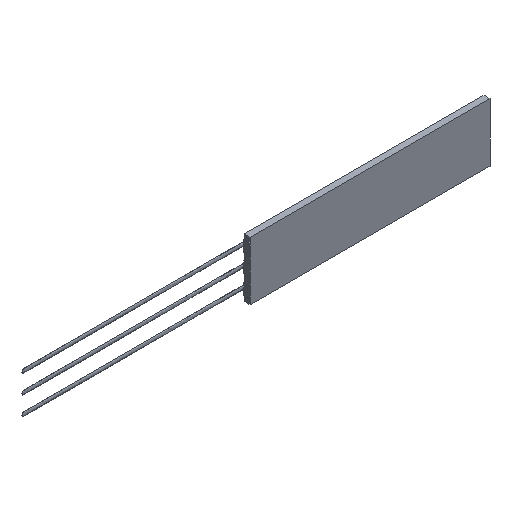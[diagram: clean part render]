
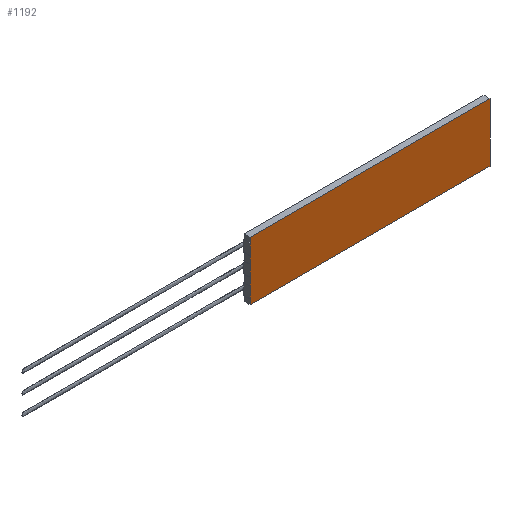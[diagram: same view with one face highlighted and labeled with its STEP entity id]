
A CAD part, isometric view. The second image highlights one B-rep face of the part: STEP entity #1192.
In plain terms, the highlighted planar face has unit normal (0, -1, 0).
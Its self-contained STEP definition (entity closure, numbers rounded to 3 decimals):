
#21 = ORIENTED_EDGE ( 'NONE', *, *, #360, .F. ) ;
#28 = DIRECTION ( 'NONE',  ( 1., 0., 0. ) ) ;
#33 = VECTOR ( 'NONE', #1461, 1000. ) ;
#56 = VECTOR ( 'NONE', #1270, 1000. ) ;
#58 = ORIENTED_EDGE ( 'NONE', *, *, #2407, .T. ) ;
#92 = ORIENTED_EDGE ( 'NONE', *, *, #133, .F. ) ;
#117 = DIRECTION ( 'NONE',  ( 0., 1., 0. ) ) ;
#133 = EDGE_CURVE ( 'NONE', #2127, #1452, #2541, .T. ) ;
#156 = VECTOR ( 'NONE', #817, 1000. ) ;
#194 = LINE ( 'NONE', #2322, #1718 ) ;
#200 = EDGE_CURVE ( 'NONE', #2375, #465, #2151, .T. ) ;
#217 = VERTEX_POINT ( 'NONE', #1079 ) ;
#244 = VERTEX_POINT ( 'NONE', #695 ) ;
#254 = CARTESIAN_POINT ( 'NONE',  ( -0.01, 0., 3.15 ) ) ;
#283 = VERTEX_POINT ( 'NONE', #996 ) ;
#317 = LINE ( 'NONE', #2569, #2364 ) ;
#327 = DIRECTION ( 'NONE',  ( 0., 0., 1. ) ) ;
#360 = EDGE_CURVE ( 'NONE', #217, #2375, #1212, .T. ) ;
#372 = DIRECTION ( 'NONE',  ( 0., 0., 1. ) ) ;
#382 = CARTESIAN_POINT ( 'NONE',  ( -0.01, 0., 3.15 ) ) ;
#401 = LINE ( 'NONE', #2055, #864 ) ;
#419 = ORIENTED_EDGE ( 'NONE', *, *, #563, .T. ) ;
#444 = LINE ( 'NONE', #1214, #2565 ) ;
#464 = EDGE_CURVE ( 'NONE', #591, #2515, #1809, .T. ) ;
#465 = VERTEX_POINT ( 'NONE', #570 ) ;
#506 = CARTESIAN_POINT ( 'NONE',  ( 0., 0., 7.154 ) ) ;
#514 = CARTESIAN_POINT ( 'NONE',  ( 32., 0., 0. ) ) ;
#563 = EDGE_CURVE ( 'NONE', #1994, #1452, #1623, .T. ) ;
#570 = CARTESIAN_POINT ( 'NONE',  ( 0., 0., 0.646 ) ) ;
#575 = VERTEX_POINT ( 'NONE', #1648 ) ;
#591 = VERTEX_POINT ( 'NONE', #1856 ) ;
#603 = CARTESIAN_POINT ( 'NONE',  ( -0.01, 0., 0.646 ) ) ;
#613 = CARTESIAN_POINT ( 'NONE',  ( 0., 0., 0. ) ) ;
#631 = CARTESIAN_POINT ( 'NONE',  ( -0.01, 0., 2.146 ) ) ;
#641 = ORIENTED_EDGE ( 'NONE', *, *, #985, .F. ) ;
#695 = CARTESIAN_POINT ( 'NONE',  ( -0.01, 0., 2.146 ) ) ;
#712 = EDGE_CURVE ( 'NONE', #283, #2515, #194, .T. ) ;
#717 = CARTESIAN_POINT ( 'NONE',  ( -0.01, 0., 0.646 ) ) ;
#732 = FACE_OUTER_BOUND ( 'NONE', #1618, .T. ) ;
#801 = CARTESIAN_POINT ( 'NONE',  ( -0.01, 0., 5.654 ) ) ;
#806 = ORIENTED_EDGE ( 'NONE', *, *, #712, .F. ) ;
#817 = DIRECTION ( 'NONE',  ( -1., 0., 0. ) ) ;
#829 = CARTESIAN_POINT ( 'NONE',  ( -0.01, 0., 7.154 ) ) ;
#833 = ORIENTED_EDGE ( 'NONE', *, *, #1151, .F. ) ;
#864 = VECTOR ( 'NONE', #2253, 1000. ) ;
#871 = VECTOR ( 'NONE', #1832, 1000. ) ;
#894 = EDGE_CURVE ( 'NONE', #575, #1289, #317, .T. ) ;
#936 = AXIS2_PLACEMENT_3D ( 'NONE', #1301, #117, #1500 ) ;
#968 = LINE ( 'NONE', #1946, #1958 ) ;
#976 = ORIENTED_EDGE ( 'NONE', *, *, #1724, .F. ) ;
#985 = EDGE_CURVE ( 'NONE', #1346, #244, #1246, .T. ) ;
#996 = CARTESIAN_POINT ( 'NONE',  ( 0., 0., 2.146 ) ) ;
#1072 = CARTESIAN_POINT ( 'NONE',  ( 0., 0., 0. ) ) ;
#1079 = CARTESIAN_POINT ( 'NONE',  ( 32., 0., 0. ) ) ;
#1097 = CARTESIAN_POINT ( 'NONE',  ( 0., 0., 5.654 ) ) ;
#1121 = CARTESIAN_POINT ( 'NONE',  ( 0., 0., 0. ) ) ;
#1151 = EDGE_CURVE ( 'NONE', #2501, #2127, #401, .T. ) ;
#1192 = ADVANCED_FACE ( 'NONE', ( #732 ), #2481, .F. ) ;
#1212 = LINE ( 'NONE', #613, #156 ) ;
#1214 = CARTESIAN_POINT ( 'NONE',  ( -0.01, 0., 0.646 ) ) ;
#1246 = LINE ( 'NONE', #603, #2225 ) ;
#1252 = LINE ( 'NONE', #631, #2232 ) ;
#1270 = DIRECTION ( 'NONE',  ( 0., 0., 1. ) ) ;
#1271 = ORIENTED_EDGE ( 'NONE', *, *, #464, .T. ) ;
#1289 = VERTEX_POINT ( 'NONE', #2290 ) ;
#1301 = CARTESIAN_POINT ( 'NONE',  ( 0., 0., 0. ) ) ;
#1341 = LINE ( 'NONE', #829, #871 ) ;
#1346 = VERTEX_POINT ( 'NONE', #717 ) ;
#1358 = CARTESIAN_POINT ( 'NONE',  ( -0.01, 0., 7.154 ) ) ;
#1363 = VECTOR ( 'NONE', #327, 1000. ) ;
#1365 = CARTESIAN_POINT ( 'NONE',  ( 0., 0., 0. ) ) ;
#1382 = CARTESIAN_POINT ( 'NONE',  ( 0., 0., 0. ) ) ;
#1384 = DIRECTION ( 'NONE',  ( 1., 0., 0. ) ) ;
#1396 = LINE ( 'NONE', #514, #2514 ) ;
#1452 = VERTEX_POINT ( 'NONE', #1097 ) ;
#1461 = DIRECTION ( 'NONE',  ( 0., 0., 1. ) ) ;
#1500 = DIRECTION ( 'NONE',  ( 0., 0., 1. ) ) ;
#1505 = CARTESIAN_POINT ( 'NONE',  ( 0., 0., 4.65 ) ) ;
#1527 = EDGE_CURVE ( 'NONE', #1289, #217, #1396, .T. ) ;
#1532 = ORIENTED_EDGE ( 'NONE', *, *, #200, .F. ) ;
#1577 = DIRECTION ( 'NONE',  ( 1., 0., 0. ) ) ;
#1618 = EDGE_LOOP ( 'NONE', ( #1532, #21, #2447, #2488, #976, #2155, #2538, #419, #92, #833, #2172, #1271, #806, #1625, #641, #58 ) ) ;
#1623 = LINE ( 'NONE', #801, #2198 ) ;
#1625 = ORIENTED_EDGE ( 'NONE', *, *, #2507, .F. ) ;
#1629 = CARTESIAN_POINT ( 'NONE',  ( -0.01, 0., 4.65 ) ) ;
#1648 = CARTESIAN_POINT ( 'NONE',  ( 0., 0., 7.8 ) ) ;
#1691 = EDGE_CURVE ( 'NONE', #2240, #2003, #968, .T. ) ;
#1718 = VECTOR ( 'NONE', #2530, 1000. ) ;
#1724 = EDGE_CURVE ( 'NONE', #2003, #575, #2490, .T. ) ;
#1809 = LINE ( 'NONE', #382, #2336 ) ;
#1832 = DIRECTION ( 'NONE',  ( 0., 0., 1. ) ) ;
#1856 = CARTESIAN_POINT ( 'NONE',  ( -0.01, 0., 3.15 ) ) ;
#1858 = CARTESIAN_POINT ( 'NONE',  ( -0.01, 0., 5.654 ) ) ;
#1898 = VECTOR ( 'NONE', #372, 1000. ) ;
#1946 = CARTESIAN_POINT ( 'NONE',  ( -0.01, 0., 7.154 ) ) ;
#1953 = EDGE_CURVE ( 'NONE', #1994, #2240, #1341, .T. ) ;
#1958 = VECTOR ( 'NONE', #2137, 1000. ) ;
#1975 = EDGE_CURVE ( 'NONE', #591, #2501, #2073, .T. ) ;
#1992 = DIRECTION ( 'NONE',  ( 1., 0., 0. ) ) ;
#1994 = VERTEX_POINT ( 'NONE', #1858 ) ;
#2003 = VERTEX_POINT ( 'NONE', #506 ) ;
#2055 = CARTESIAN_POINT ( 'NONE',  ( -0.01, 0., 4.65 ) ) ;
#2073 = LINE ( 'NONE', #254, #33 ) ;
#2094 = DIRECTION ( 'NONE',  ( 0., 0., -1. ) ) ;
#2127 = VERTEX_POINT ( 'NONE', #1505 ) ;
#2137 = DIRECTION ( 'NONE',  ( 1., 0., 0. ) ) ;
#2151 = LINE ( 'NONE', #1072, #56 ) ;
#2155 = ORIENTED_EDGE ( 'NONE', *, *, #1691, .F. ) ;
#2172 = ORIENTED_EDGE ( 'NONE', *, *, #1975, .F. ) ;
#2198 = VECTOR ( 'NONE', #1992, 1000. ) ;
#2214 = DIRECTION ( 'NONE',  ( 1., 0., 0. ) ) ;
#2225 = VECTOR ( 'NONE', #2421, 1000. ) ;
#2232 = VECTOR ( 'NONE', #2214, 1000. ) ;
#2240 = VERTEX_POINT ( 'NONE', #1358 ) ;
#2253 = DIRECTION ( 'NONE',  ( 1., 0., 0. ) ) ;
#2290 = CARTESIAN_POINT ( 'NONE',  ( 32., 0., 7.8 ) ) ;
#2322 = CARTESIAN_POINT ( 'NONE',  ( 0., 0., 0. ) ) ;
#2336 = VECTOR ( 'NONE', #1577, 1000. ) ;
#2364 = VECTOR ( 'NONE', #1384, 1000. ) ;
#2375 = VERTEX_POINT ( 'NONE', #1382 ) ;
#2407 = EDGE_CURVE ( 'NONE', #1346, #465, #444, .T. ) ;
#2421 = DIRECTION ( 'NONE',  ( 0., 0., 1. ) ) ;
#2428 = CARTESIAN_POINT ( 'NONE',  ( 0., 0., 3.15 ) ) ;
#2447 = ORIENTED_EDGE ( 'NONE', *, *, #1527, .F. ) ;
#2481 = PLANE ( 'NONE',  #936 ) ;
#2488 = ORIENTED_EDGE ( 'NONE', *, *, #894, .F. ) ;
#2490 = LINE ( 'NONE', #1365, #1898 ) ;
#2501 = VERTEX_POINT ( 'NONE', #1629 ) ;
#2507 = EDGE_CURVE ( 'NONE', #244, #283, #1252, .T. ) ;
#2514 = VECTOR ( 'NONE', #2094, 1000. ) ;
#2515 = VERTEX_POINT ( 'NONE', #2428 ) ;
#2530 = DIRECTION ( 'NONE',  ( 0., 0., 1. ) ) ;
#2538 = ORIENTED_EDGE ( 'NONE', *, *, #1953, .F. ) ;
#2541 = LINE ( 'NONE', #1121, #1363 ) ;
#2565 = VECTOR ( 'NONE', #28, 1000. ) ;
#2569 = CARTESIAN_POINT ( 'NONE',  ( 0., 0., 7.8 ) ) ;
